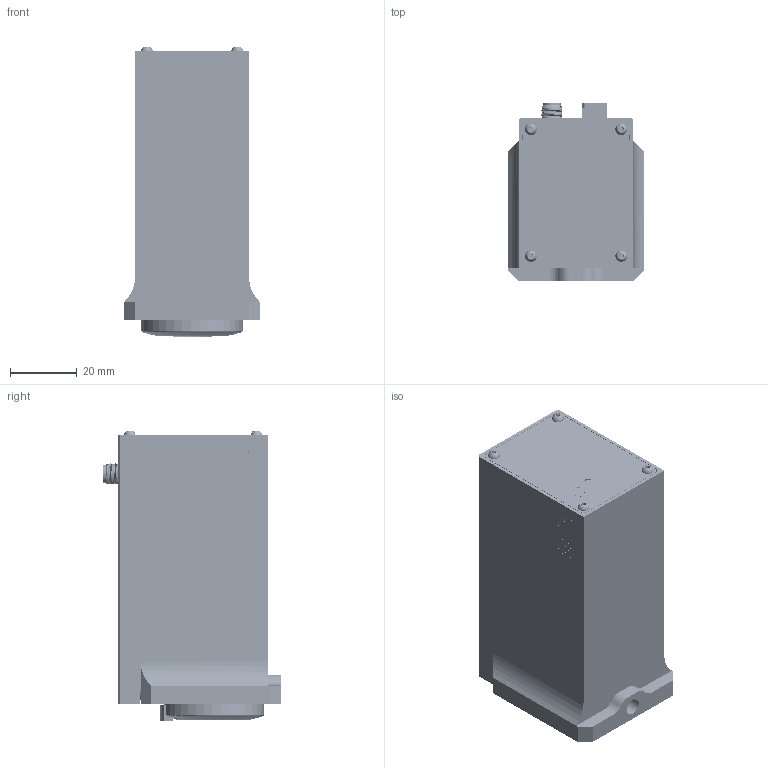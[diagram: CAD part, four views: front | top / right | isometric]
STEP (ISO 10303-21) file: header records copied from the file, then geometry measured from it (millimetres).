
FILE_DESCRIPTION (( 'STEP AP214' ), '1' );
FILE_NAME ('TTN092697-E0W.STEP', '2016-10-07T17:47:22', ( '' ), ( '' ), 'SwSTEP 2.0', 'SolidWorks 2016', '' );
FILE_SCHEMA (( 'AUTOMOTIVE_DESIGN' ));
Length unit declared in the file: inch
Products named in the file (1): TTN092697-E0W
Bounding box: 40.64 x 53.46 x 87.2 mm (x, y, z)
Surface area: 52852.9 mm2 (no closed solid volume)
Topology: 0 solids, 250 shells, 7298 faces, 18541 edges, 11608 vertices
Faces by surface type: plane 4002, cylinder 2313, bspline 734, cone 181, torus 52, sphere 16
Entity records: 344650 total; most frequent: CARTESIAN_POINT 79062, ORIENTED_EDGE 36228, DIRECTION 32628, EDGE_CURVE 18153, LINE 12204, VECTOR 12204, VERTEX_POINT 11604, AXIS2_PLACEMENT_3D 10212
